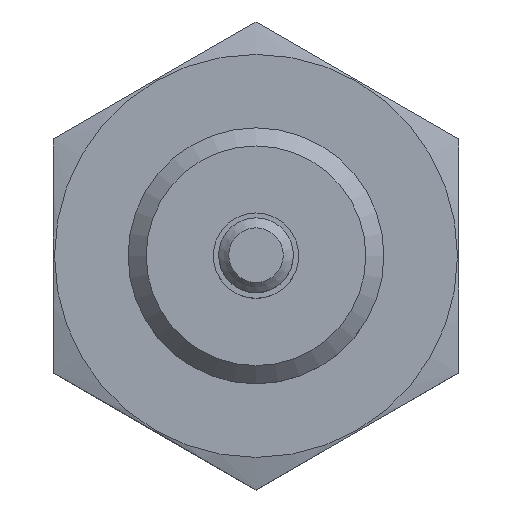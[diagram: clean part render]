
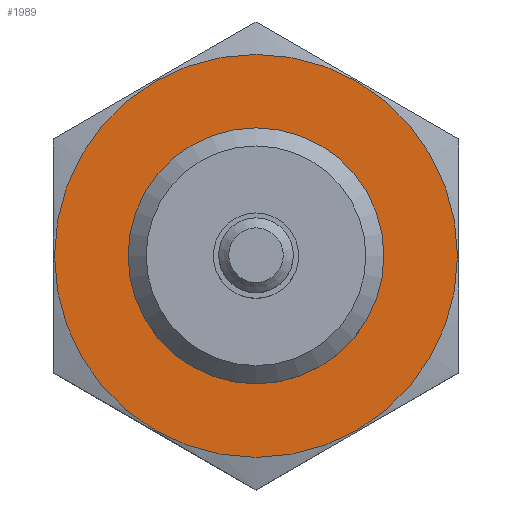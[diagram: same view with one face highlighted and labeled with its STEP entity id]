
A CAD part, top view. The second image highlights one B-rep face of the part: STEP entity #1989.
In plain terms, the highlighted face is planar.
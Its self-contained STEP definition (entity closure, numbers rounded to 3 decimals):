
#85=PLANE('',#2172);
#584=ORIENTED_EDGE('',*,*,#809,.F.);
#585=ORIENTED_EDGE('',*,*,#810,.T.);
#809=EDGE_CURVE('',#958,#958,#1057,.T.);
#810=EDGE_CURVE('',#959,#959,#1058,.T.);
#958=VERTEX_POINT('',#3101);
#959=VERTEX_POINT('',#3103);
#1057=CIRCLE('',#2173,9.45);
#1058=CIRCLE('',#2174,6.);
#1178=EDGE_LOOP('',(#584));
#1179=EDGE_LOOP('',(#585));
#1325=FACE_BOUND('',#1178,.T.);
#1326=FACE_BOUND('',#1179,.T.);
#1989=ADVANCED_FACE('',(#1325,#1326),#85,.F.);
#2172=AXIS2_PLACEMENT_3D('',#3099,#2564,#2565);
#2173=AXIS2_PLACEMENT_3D('',#3100,#2566,#2567);
#2174=AXIS2_PLACEMENT_3D('',#3102,#2568,#2569);
#2564=DIRECTION('',(0.,-1.,0.));
#2565=DIRECTION('',(0.,0.,-1.));
#2566=DIRECTION('',(0.,-1.,0.));
#2567=DIRECTION('',(0.,0.,-1.));
#2568=DIRECTION('',(0.,-1.,0.));
#2569=DIRECTION('',(0.,0.,-1.));
#3099=CARTESIAN_POINT('',(0.,0.,0.));
#3100=CARTESIAN_POINT('',(0.,0.,0.));
#3101=CARTESIAN_POINT('',(0.,0.,-9.45));
#3102=CARTESIAN_POINT('',(0.,0.,0.));
#3103=CARTESIAN_POINT('',(0.,0.,-6.));
